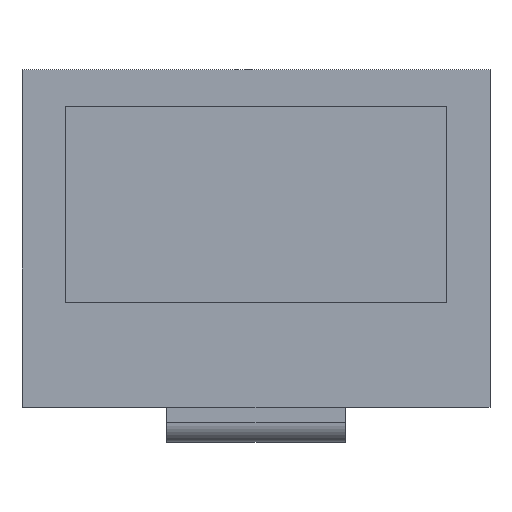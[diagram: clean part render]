
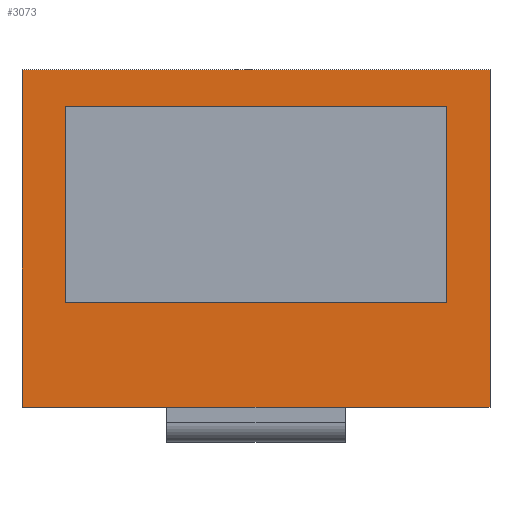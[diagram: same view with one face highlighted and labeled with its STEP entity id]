
A CAD part, top view. The second image highlights one B-rep face of the part: STEP entity #3073.
In plain terms, the highlighted planar face has unit normal (0, 0, 1).
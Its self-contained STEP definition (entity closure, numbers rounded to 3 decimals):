
#14=FACE_BOUND('',#353,.T.);
#205=FACE_OUTER_BOUND('',#352,.T.);
#352=EDGE_LOOP('',(#2774,#2775,#2776,#2777));
#353=EDGE_LOOP('',(#2778,#2779,#2780,#2781));
#760=LINE('',#4794,#1186);
#764=LINE('',#4802,#1190);
#767=LINE('',#4808,#1193);
#770=LINE('',#4813,#1196);
#772=LINE('',#4819,#1198);
#775=LINE('',#4824,#1201);
#777=LINE('',#4828,#1203);
#779=LINE('',#4831,#1205);
#1186=VECTOR('',#3931,10.);
#1190=VECTOR('',#3937,10.);
#1193=VECTOR('',#3942,10.);
#1196=VECTOR('',#3947,10.);
#1198=VECTOR('',#3953,10.);
#1201=VECTOR('',#3958,10.);
#1203=VECTOR('',#3962,10.);
#1205=VECTOR('',#3966,10.);
#1480=VERTEX_POINT('',#4792);
#1481=VERTEX_POINT('',#4793);
#1484=VERTEX_POINT('',#4801);
#1486=VERTEX_POINT('',#4807);
#1488=VERTEX_POINT('',#4817);
#1489=VERTEX_POINT('',#4818);
#1490=VERTEX_POINT('',#4823);
#1491=VERTEX_POINT('',#4827);
#1902=EDGE_CURVE('',#1480,#1481,#760,.T.);
#1906=EDGE_CURVE('',#1481,#1484,#764,.T.);
#1909=EDGE_CURVE('',#1484,#1486,#767,.T.);
#1912=EDGE_CURVE('',#1486,#1480,#770,.T.);
#1914=EDGE_CURVE('',#1488,#1489,#772,.T.);
#1917=EDGE_CURVE('',#1490,#1488,#775,.T.);
#1919=EDGE_CURVE('',#1491,#1490,#777,.T.);
#1921=EDGE_CURVE('',#1489,#1491,#779,.T.);
#2774=ORIENTED_EDGE('',*,*,#1921,.F.);
#2775=ORIENTED_EDGE('',*,*,#1914,.F.);
#2776=ORIENTED_EDGE('',*,*,#1917,.F.);
#2777=ORIENTED_EDGE('',*,*,#1919,.F.);
#2778=ORIENTED_EDGE('',*,*,#1902,.T.);
#2779=ORIENTED_EDGE('',*,*,#1906,.T.);
#2780=ORIENTED_EDGE('',*,*,#1909,.T.);
#2781=ORIENTED_EDGE('',*,*,#1912,.T.);
#2926=PLANE('',#3238);
#3073=ADVANCED_FACE('',(#205,#14),#2926,.T.);
#3238=AXIS2_PLACEMENT_3D('',#4832,#3967,#3968);
#3931=DIRECTION('',(0.,1.,0.));
#3937=DIRECTION('',(1.,0.,0.));
#3942=DIRECTION('',(0.,-1.,0.));
#3947=DIRECTION('',(-1.,0.,0.));
#3953=DIRECTION('',(0.,-1.,0.));
#3958=DIRECTION('',(1.,0.,0.));
#3962=DIRECTION('',(0.,1.,0.));
#3966=DIRECTION('',(-1.,0.,0.));
#3967=DIRECTION('center_axis',(0.,0.,1.));
#3968=DIRECTION('ref_axis',(1.,0.,0.));
#4792=CARTESIAN_POINT('',(-10.87,5.96,0.));
#4793=CARTESIAN_POINT('',(-10.87,17.16,0.));
#4794=CARTESIAN_POINT('',(-10.87,13.395,0.));
#4801=CARTESIAN_POINT('',(10.87,17.16,0.));
#4802=CARTESIAN_POINT('',(5.435,17.16,0.));
#4807=CARTESIAN_POINT('',(10.87,5.96,0.));
#4808=CARTESIAN_POINT('',(10.87,7.795,0.));
#4813=CARTESIAN_POINT('',(-5.435,5.96,0.));
#4817=CARTESIAN_POINT('',(13.35,19.26,0.));
#4818=CARTESIAN_POINT('',(13.35,0.,0.));
#4819=CARTESIAN_POINT('',(13.35,19.26,0.));
#4823=CARTESIAN_POINT('',(-13.35,19.26,0.));
#4824=CARTESIAN_POINT('',(-13.35,19.26,0.));
#4827=CARTESIAN_POINT('',(-13.35,0.,0.));
#4828=CARTESIAN_POINT('',(-13.35,0.,0.));
#4831=CARTESIAN_POINT('',(13.35,0.,0.));
#4832=CARTESIAN_POINT('Origin',(0.,9.63,0.));
